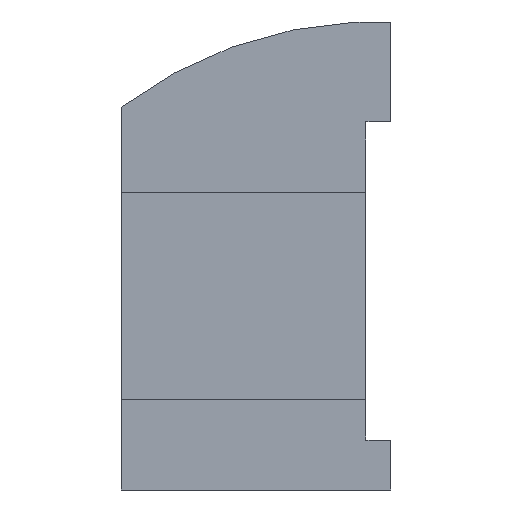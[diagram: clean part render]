
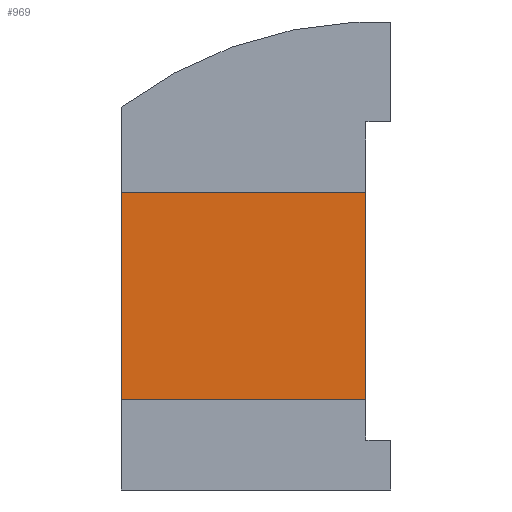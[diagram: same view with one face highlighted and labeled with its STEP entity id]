
A CAD part, left-side view. The second image highlights one B-rep face of the part: STEP entity #969.
In plain terms, the highlighted planar face has unit normal (-1, 0, 0).
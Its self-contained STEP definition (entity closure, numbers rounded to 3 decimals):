
#86=DIRECTION('',(0.,0.,1.));
#87=VECTOR('',#86,41.463);
#88=CARTESIAN_POINT('',(-17.801,-36.,-41.463));
#89=LINE('',#88,#87);
#207=DIRECTION('',(0.,0.,1.));
#208=VECTOR('',#207,41.463);
#209=CARTESIAN_POINT('',(-17.801,13.,-41.463));
#210=LINE('',#209,#208);
#284=DIRECTION('',(0.,1.,0.));
#285=VECTOR('',#284,49.);
#286=CARTESIAN_POINT('',(-17.801,-36.,0.));
#287=LINE('',#286,#285);
#288=DIRECTION('',(0.,1.,0.));
#289=VECTOR('',#288,49.);
#290=CARTESIAN_POINT('',(-17.801,-36.,-41.463));
#291=LINE('',#290,#289);
#446=CARTESIAN_POINT('',(-17.801,13.,-41.463));
#448=VERTEX_POINT('',#446);
#449=CARTESIAN_POINT('',(-17.801,13.,0.));
#450=VERTEX_POINT('',#449);
#465=CARTESIAN_POINT('',(-17.801,-36.,-41.463));
#466=VERTEX_POINT('',#465);
#467=CARTESIAN_POINT('',(-17.801,-36.,0.));
#468=VERTEX_POINT('',#467);
#957=CARTESIAN_POINT('',(-17.801,-36.,-41.463));
#958=DIRECTION('',(-1.,0.,0.));
#959=DIRECTION('',(0.,0.,1.));
#960=AXIS2_PLACEMENT_3D('',#957,#958,#959);
#961=PLANE('',#960);
#962=ORIENTED_EDGE('',*,*,#702,.F.);
#964=ORIENTED_EDGE('',*,*,#963,.T.);
#965=ORIENTED_EDGE('',*,*,#848,.T.);
#966=ORIENTED_EDGE('',*,*,#950,.F.);
#967=EDGE_LOOP('',(#962,#964,#965,#966));
#968=FACE_OUTER_BOUND('',#967,.F.);
#969=ADVANCED_FACE('',(#968),#961,.T.);
#702=EDGE_CURVE('',#466,#468,#89,.T.);
#848=EDGE_CURVE('',#448,#450,#210,.T.);
#950=EDGE_CURVE('',#468,#450,#287,.T.);
#963=EDGE_CURVE('',#466,#448,#291,.T.);
